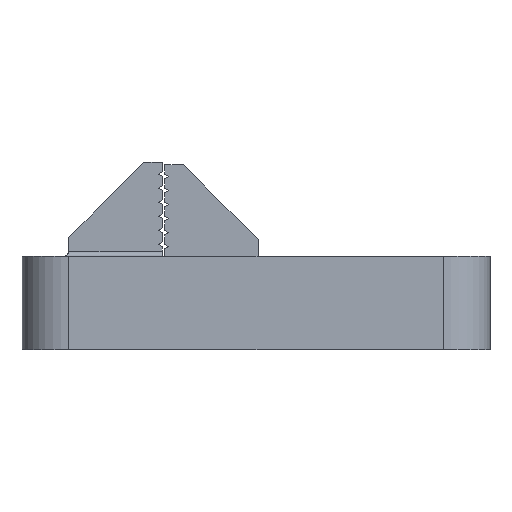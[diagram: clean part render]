
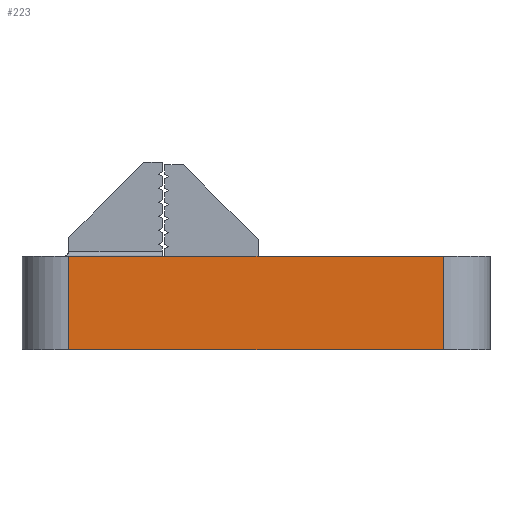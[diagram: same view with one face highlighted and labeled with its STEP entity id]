
A CAD part, left-side view. The second image highlights one B-rep face of the part: STEP entity #223.
In plain terms, the highlighted planar face has unit normal (-1, 0, 0).
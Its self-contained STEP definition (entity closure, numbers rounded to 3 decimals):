
#223=ADVANCED_FACE('',(#707),#709,.T.);
#707=FACE_BOUND('',#708,.T.);
#708=EDGE_LOOP('',(#2728,#2729,#2730,#2731));
#709=PLANE('',#710);
#710=AXIS2_PLACEMENT_3D('',#711,#712,#713);
#711=CARTESIAN_POINT('',(-35.,25.,-5.));
#712=DIRECTION('',(-1.,0.,0.));
#713=DIRECTION('',(0.,-1.,0.));
#2728=ORIENTED_EDGE('',*,*,#4126,.T.);
#2729=ORIENTED_EDGE('',*,*,#3985,.F.);
#2730=ORIENTED_EDGE('',*,*,#4140,.F.);
#2731=ORIENTED_EDGE('',*,*,#4141,.T.);
#3985=EDGE_CURVE('',#4764,#4752,#4766,.T.);
#4126=EDGE_CURVE('',#5007,#4752,#5008,.T.);
#4140=EDGE_CURVE('',#5027,#4764,#5029,.T.);
#4141=EDGE_CURVE('',#5027,#5007,#5030,.T.);
#4752=VERTEX_POINT('',#6043);
#4764=VERTEX_POINT('',#6070);
#4766=LINE('',#6075,#6076);
#5007=VERTEX_POINT('',#6642);
#5008=LINE('',#6643,#6644);
#5027=VERTEX_POINT('',#6691);
#5029=LINE('',#6696,#6697);
#5030=LINE('',#6699,#6700);
#6043=CARTESIAN_POINT('',(-35.,-20.,5.));
#6070=CARTESIAN_POINT('',(-35.,20.,5.));
#6075=CARTESIAN_POINT('',(-35.,20.,5.));
#6076=VECTOR('',#6077,1.);
#6077=DIRECTION('',(0.,-1.,0.));
#6642=CARTESIAN_POINT('',(-35.,-20.,-5.));
#6643=CARTESIAN_POINT('',(-35.,-20.,-5.));
#6644=VECTOR('',#6645,1.);
#6645=DIRECTION('',(0.,0.,1.));
#6691=CARTESIAN_POINT('',(-35.,20.,-5.));
#6696=CARTESIAN_POINT('',(-35.,20.,-5.));
#6697=VECTOR('',#6698,1.);
#6698=DIRECTION('',(0.,0.,1.));
#6699=CARTESIAN_POINT('',(-35.,20.,-5.));
#6700=VECTOR('',#6701,1.);
#6701=DIRECTION('',(0.,-1.,0.));
